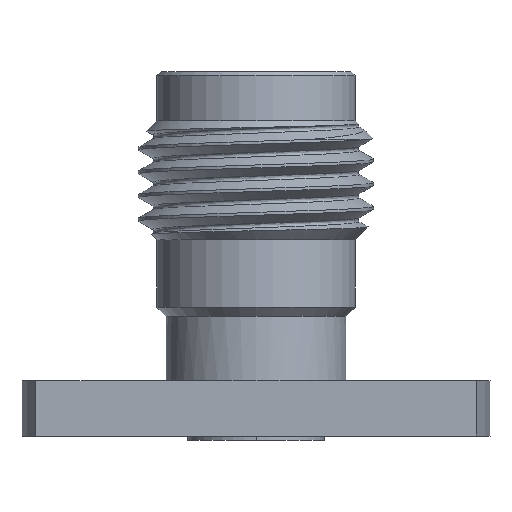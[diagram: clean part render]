
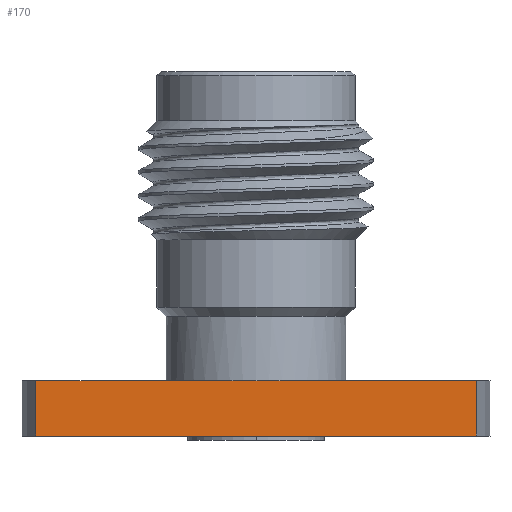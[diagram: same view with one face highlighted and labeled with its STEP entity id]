
A CAD part, left-side view. The second image highlights one B-rep face of the part: STEP entity #170.
In plain terms, the highlighted planar face has unit normal (-1, 0, 0).
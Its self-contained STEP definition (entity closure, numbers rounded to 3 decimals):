
#118 = CARTESIAN_POINT ( 'NONE',  ( -2.415, 6.554, 0. ) ) ;
#170 = ADVANCED_FACE ( 'NONE', ( #1213 ), #1486, .T. ) ;
#175 = ORIENTED_EDGE ( 'NONE', *, *, #4572, .T. ) ;
#403 = DIRECTION ( 'NONE',  ( 0., -1., 0. ) ) ;
#458 = VERTEX_POINT ( 'NONE', #2109 ) ;
#673 = VERTEX_POINT ( 'NONE', #1153 ) ;
#675 = EDGE_CURVE ( 'NONE', #4630, #3093, #4315, .T. ) ;
#855 = ORIENTED_EDGE ( 'NONE', *, *, #1653, .F. ) ;
#882 = VECTOR ( 'NONE', #403, 1000. ) ;
#978 = CARTESIAN_POINT ( 'NONE',  ( -2.415, -6.554, 0. ) ) ;
#1101 = CARTESIAN_POINT ( 'NONE',  ( -2.415, -6.554, 0. ) ) ;
#1153 = CARTESIAN_POINT ( 'NONE',  ( -2.415, -6.554, 0. ) ) ;
#1213 = FACE_OUTER_BOUND ( 'NONE', #2875, .T. ) ;
#1427 = CARTESIAN_POINT ( 'NONE',  ( -2.415, -6.554, -1.65 ) ) ;
#1440 = ORIENTED_EDGE ( 'NONE', *, *, #675, .F. ) ;
#1486 = PLANE ( 'NONE',  #2623 ) ;
#1645 = VECTOR ( 'NONE', #3002, 1000. ) ;
#1653 = EDGE_CURVE ( 'NONE', #458, #4630, #3998, .T. ) ;
#1901 = VECTOR ( 'NONE', #4466, 1000. ) ;
#1925 = ORIENTED_EDGE ( 'NONE', *, *, #4265, .F. ) ;
#2028 = VERTEX_POINT ( 'NONE', #1427 ) ;
#2109 = CARTESIAN_POINT ( 'NONE',  ( -2.415, 6.554, -1.65 ) ) ;
#2242 = CARTESIAN_POINT ( 'NONE',  ( -2.415, -6.554, -1.65 ) ) ;
#2315 = VECTOR ( 'NONE', #4268, 1000. ) ;
#2429 = DIRECTION ( 'NONE',  ( 0., 0., 1. ) ) ;
#2581 = DIRECTION ( 'NONE',  ( 0., 0., 1. ) ) ;
#2616 = EDGE_CURVE ( 'NONE', #458, #2028, #3984, .T. ) ;
#2623 = AXIS2_PLACEMENT_3D ( 'NONE', #2242, #4094, #2581 ) ;
#2643 = LINE ( 'NONE', #4402, #1645 ) ;
#2723 = LINE ( 'NONE', #3682, #1901 ) ;
#2875 = EDGE_LOOP ( 'NONE', ( #1440, #855, #4515, #175, #1925, #3577 ) ) ;
#2930 = EDGE_CURVE ( 'NONE', #3093, #3827, #2723, .T. ) ;
#3002 = DIRECTION ( 'NONE',  ( 0., 0., 1. ) ) ;
#3093 = VERTEX_POINT ( 'NONE', #4720 ) ;
#3214 = VECTOR ( 'NONE', #3934, 1000. ) ;
#3326 = LINE ( 'NONE', #978, #3214 ) ;
#3509 = CARTESIAN_POINT ( 'NONE',  ( -2.415, -6.554, -1.65 ) ) ;
#3577 = ORIENTED_EDGE ( 'NONE', *, *, #2930, .F. ) ;
#3624 = CARTESIAN_POINT ( 'NONE',  ( -2.415, -1.15, 0. ) ) ;
#3682 = CARTESIAN_POINT ( 'NONE',  ( -2.415, -6.554, 0. ) ) ;
#3827 = VERTEX_POINT ( 'NONE', #3624 ) ;
#3934 = DIRECTION ( 'NONE',  ( 0., -1., 0. ) ) ;
#3984 = LINE ( 'NONE', #3509, #2315 ) ;
#3998 = LINE ( 'NONE', #4611, #4273 ) ;
#4094 = DIRECTION ( 'NONE',  ( -1., 0., 0. ) ) ;
#4265 = EDGE_CURVE ( 'NONE', #3827, #673, #3326, .T. ) ;
#4268 = DIRECTION ( 'NONE',  ( 0., -1., 0. ) ) ;
#4273 = VECTOR ( 'NONE', #2429, 1000. ) ;
#4315 = LINE ( 'NONE', #1101, #882 ) ;
#4402 = CARTESIAN_POINT ( 'NONE',  ( -2.415, -6.554, -1.65 ) ) ;
#4466 = DIRECTION ( 'NONE',  ( 0., -1., 0. ) ) ;
#4515 = ORIENTED_EDGE ( 'NONE', *, *, #2616, .T. ) ;
#4572 = EDGE_CURVE ( 'NONE', #2028, #673, #2643, .T. ) ;
#4611 = CARTESIAN_POINT ( 'NONE',  ( -2.415, 6.554, -1.65 ) ) ;
#4630 = VERTEX_POINT ( 'NONE', #118 ) ;
#4720 = CARTESIAN_POINT ( 'NONE',  ( -2.415, 1.15, 0. ) ) ;
